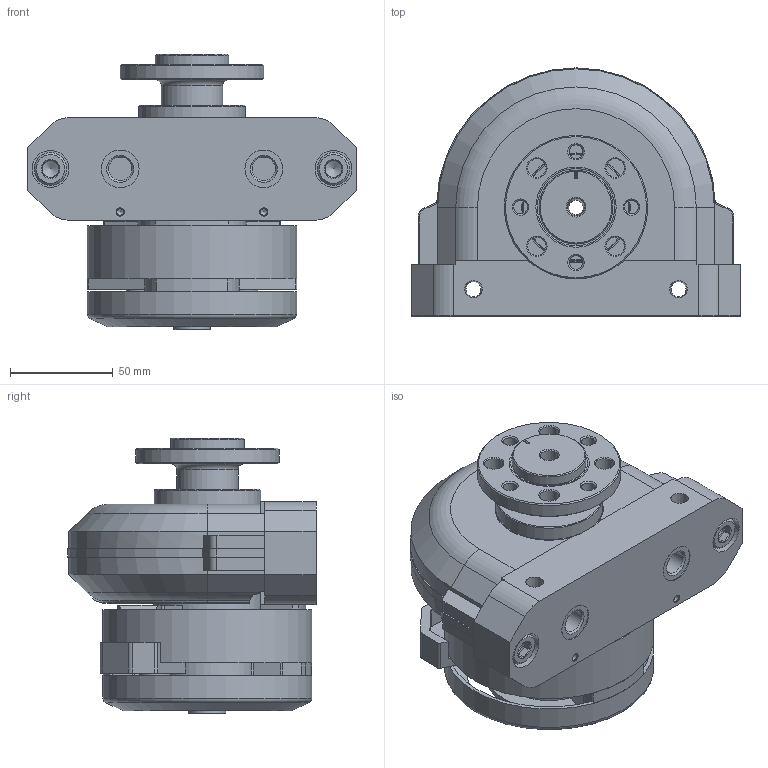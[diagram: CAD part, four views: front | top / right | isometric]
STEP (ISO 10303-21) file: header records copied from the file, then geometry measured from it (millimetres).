
FILE_DESCRIPTION(/* description */ ('STEP AP214'),/* implementation_level */ '2;1');
FILE_NAME(/* name */ '30658_DSRL-40-180-P-FW',/* time_stamp */ '2024-08-23T14:24:26+02:00',/* author */ ('License CC BY-ND 4.0'),/* organization */ ('CADENAS'),/* preprocessor_version */ 'ST-DEVELOPER v19.3',/* originating_system */ 'PARTsolutions',/* authorisation */ ' ');
FILE_SCHEMA (('AUTOMOTIVE_DESIGN {1 0 10303 214 3 1 1}'));
Length unit declared in the file: millimetre
Products named in the file (5): 30658 DSRL-40-180-P-FW---(0); 30658 DSRL-40-180-P-FW---(Geh); 254341 DSRL-40-180-P-FW---(Ks); 254346---(Kappe); 241630---(Schalt)
Assembly tree (5 placements, depth 2):
  30658 DSRL-40-180-P-FW---(0)
    30658 DSRL-40-180-P-FW---(Geh)
    254341 DSRL-40-180-P-FW---(Ks)
    254346---(Kappe)
    241630---(Schalt)  x2
Bounding box: 160 x 121 x 134.5 mm (x, y, z)
Volume: 879006.5 mm3; surface area: 178889.2 mm2
Topology: 5 solids, 5 shells, 604 faces, 1531 edges, 966 vertices
Faces by surface type: plane 292, cylinder 201, cone 93, torus 18
Full cylindrical faces by diameter (mm): 3.242 x2, 6.647 x4, 8 x10, 8.1 x2, 8.566 x2, 8.57 x1, 9 x4, 10 x2, 11.445 x2, 13 x2, 15 x3, 16 x2, 18 x4, 18.4 x2, 19.5 x1, 25 x3, 30 x1, 36 x1, 41 x1, 42 x1, 42.5 x1, 52 x1, 52.96 x1, 70 x1, 97.9 x1, 98 x1, 98.2 x1, 102 x2
Entity records: 16145 total; most frequent: CARTESIAN_POINT 2675, DIRECTION 2555, ORIENTED_EDGE 2248, EDGE_CURVE 1124, AXIS2_PLACEMENT_3D 988, VERTEX_POINT 777, FACE_BOUND 693, EDGE_LOOP 688
